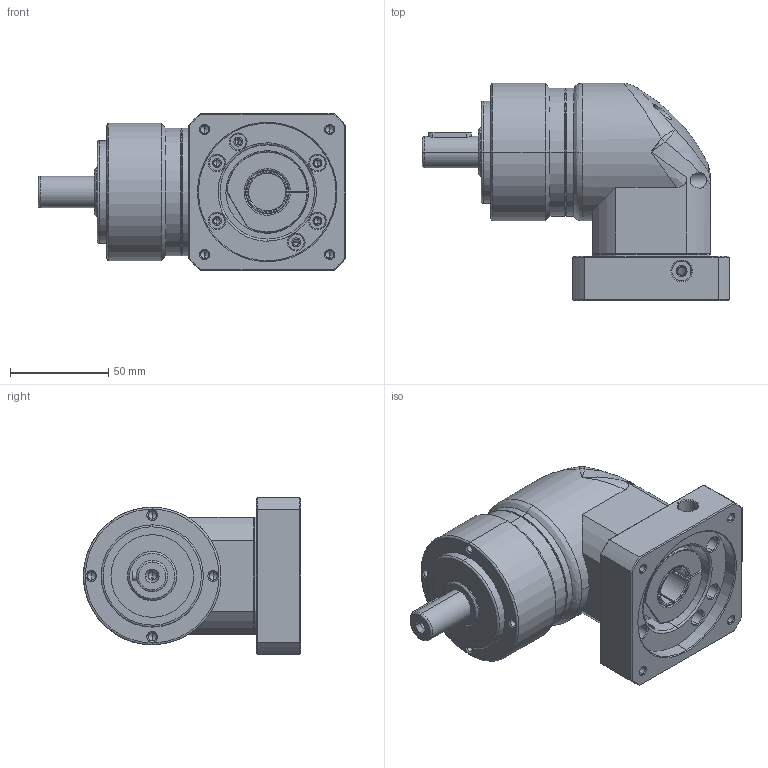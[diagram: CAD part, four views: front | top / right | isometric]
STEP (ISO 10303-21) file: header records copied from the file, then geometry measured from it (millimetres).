
FILE_DESCRIPTION (( 'STEP AP214' ), '1' );
FILE_NAME ('PEL070-L1-19-70-90-M5-M6.STEP', '2024-01-06T05:52:45', ( 'admin' ), ( '' ), 'SwSTEP 2.0', 'SolidWorks 2013', '' );
FILE_SCHEMA (( 'AUTOMOTIVE_DESIGN' ));
Length unit declared in the file: millimetre
Products named in the file (5): PEL070-L1-19-70-90-M5-M6; SDL060_X2_94DD58F3_X0_-19; SBL060_X2_8F9351658F7495017D2773AF_X0_-19; SBL060_X2_6CD55170_X0_-70-90M5; PE070_X2_8F9351FA7AEF_X0_
Assembly tree (4 placements, depth 2):
  PEL070-L1-19-70-90-M5-M6
    SDL060_X2_94DD58F3_X0_-19
    SBL060_X2_8F9351658F7495017D2773AF_X0_-19
    SBL060_X2_6CD55170_X0_-70-90M5
    PE070_X2_8F9351FA7AEF_X0_
Bounding box: 156.5 x 110.5 x 80 mm (x, y, z)
Volume: 573866.7 mm3; surface area: 94787.1 mm2
Topology: 6 solids, 6 shells, 453 faces, 1120 edges, 660 vertices
Faces by surface type: cylinder 181, cone 144, plane 92, bspline 34, torus 2
Entity records: 21161 total; most frequent: CARTESIAN_POINT 5613, DIRECTION 2234, ORIENTED_EDGE 2106, EDGE_CURVE 1053, AXIS2_PLACEMENT_3D 910, VERTEX_POINT 656, EDGE_LOOP 531, CIRCLE 484
